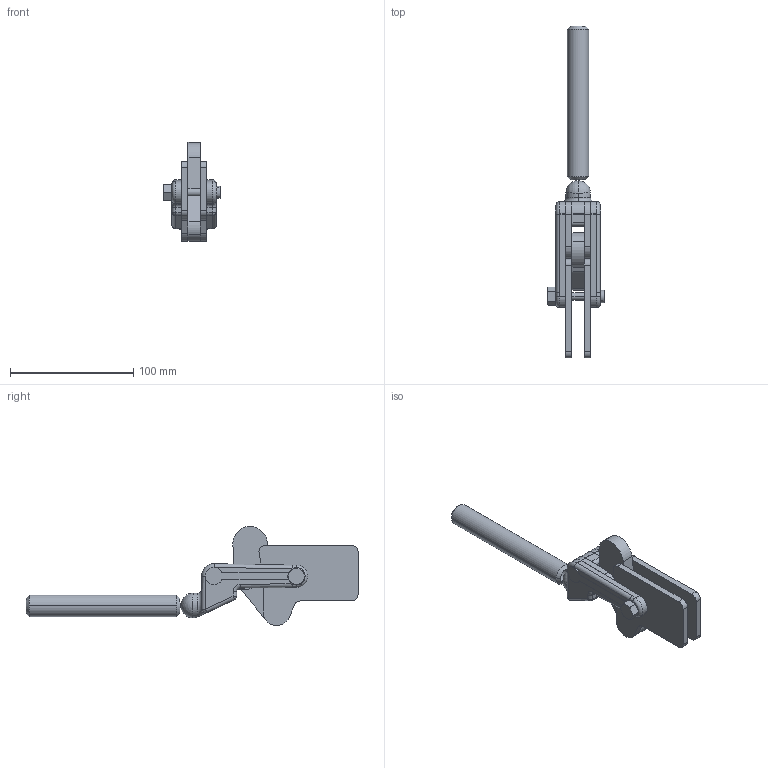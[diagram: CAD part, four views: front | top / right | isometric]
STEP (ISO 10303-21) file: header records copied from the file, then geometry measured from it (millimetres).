
FILE_DESCRIPTION (( 'STEP AP214' ), '1' );
FILE_NAME ('GH-70715(Â²¤Æ)-1.STEP', '2020-03-09T09:13:42', ( 'LinWei' ), ( '' ), 'SwSTEP 2.0', 'SolidWorks 2016', '' );
FILE_SCHEMA (( 'AUTOMOTIVE_DESIGN' ));
Length unit declared in the file: millimetre
Products named in the file (6): 4702008-1^GH-70715(簡化)-1; Group2^GH-70715(簡化)-1; Group1^GH-70715(簡化)-1; 17030501-1-1^GH-70715(簡化)-1; Group5^GH-70715(簡化)-1; GH-70715(簡化)-1
Assembly tree (5 placements, depth 2):
  GH-70715(簡化)-1
    Group5^GH-70715(簡化)-1
    17030501-1-1^GH-70715(簡化)-1
    Group1^GH-70715(簡化)-1
    Group2^GH-70715(簡化)-1
    4702008-1^GH-70715(簡化)-1
Bounding box: 46.5 x 269.72 x 80.48 mm (x, y, z)
Volume: 131075 mm3; surface area: 56334.4 mm2
Topology: 5 solids, 5 shells, 200 faces, 501 edges, 306 vertices
Faces by surface type: cylinder 89, plane 74, cone 12, bspline 10, torus 8, sphere 7
Entity records: 6490 total; most frequent: CARTESIAN_POINT 1417, DIRECTION 1082, ORIENTED_EDGE 982, EDGE_CURVE 491, AXIS2_PLACEMENT_3D 421, VERTEX_POINT 304, LINE 240, VECTOR 240
